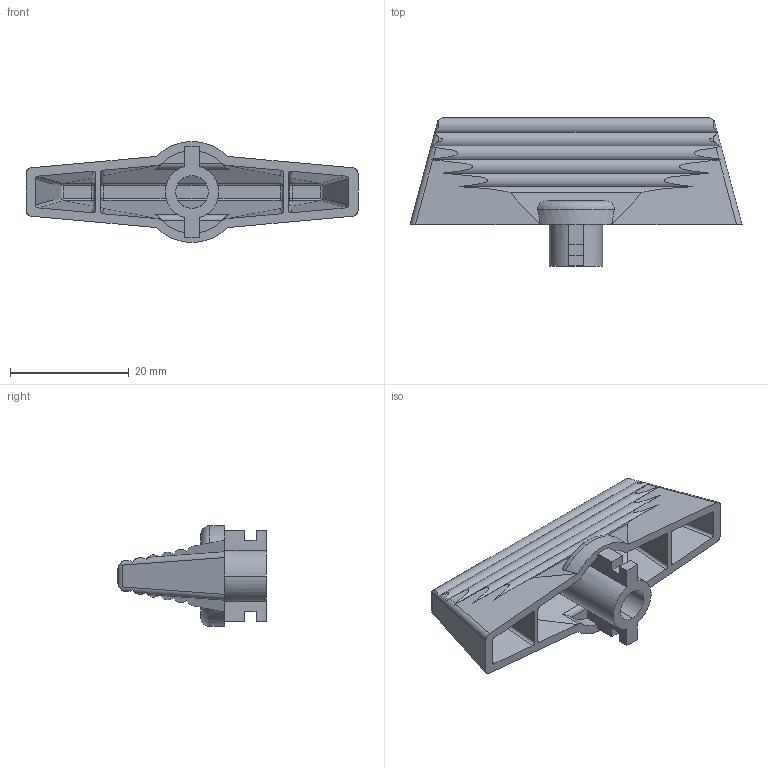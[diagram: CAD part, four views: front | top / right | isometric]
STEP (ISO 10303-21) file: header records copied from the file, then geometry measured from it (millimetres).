
FILE_DESCRIPTION(('STEP AP242'),'1');
FILE_NAME('nsydbp.stp','2021-09-27T00:03:02',('TraceParts'),('TraceParts S.A.'),'Spatial InterOp 3D',' ',' ');
FILE_SCHEMA(('AP242_MANAGED_MODEL_BASED_3D_ENGINEERING_MIM_LF {1 0 10303 442 1 1 4}'));
Length unit declared in the file: millimetre
Products named in the file (1): nsydbp
Bounding box: 56 x 25 x 17 mm (x, y, z)
Volume: 3863.6 mm3; surface area: 5618.4 mm2
Topology: 1 solids, 1 shells, 154 faces, 416 edges, 268 vertices
Faces by surface type: cylinder 72, plane 68, sphere 8, bspline 4, torus 2
Entity records: 5533 total; most frequent: CARTESIAN_POINT 1915, ORIENTED_EDGE 832, DIRECTION 628, EDGE_CURVE 416, VERTEX_POINT 268, LINE 210, VECTOR 210, AXIS2_PLACEMENT_3D 209
